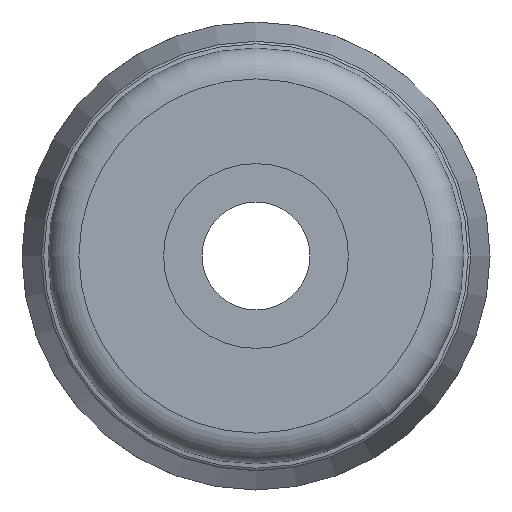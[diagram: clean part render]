
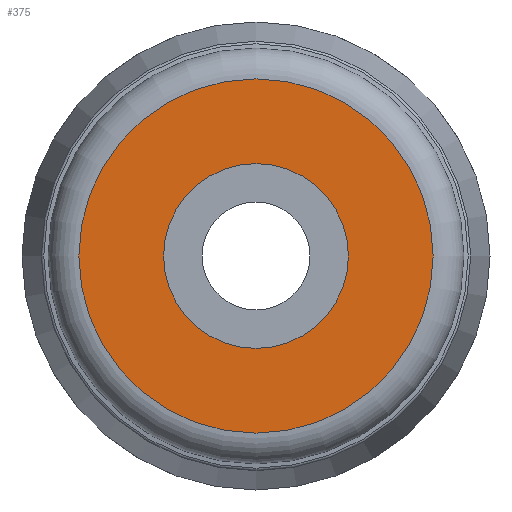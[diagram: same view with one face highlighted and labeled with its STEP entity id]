
A CAD part, front view. The second image highlights one B-rep face of the part: STEP entity #375.
In plain terms, the highlighted planar face has unit normal (0, -1, 0).
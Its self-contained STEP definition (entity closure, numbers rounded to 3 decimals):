
#23=FACE_BOUND('',#116,.T.);
#28=PLANE('',#458);
#88=FACE_OUTER_BOUND('',#115,.T.);
#115=EDGE_LOOP('',(#333));
#116=EDGE_LOOP('',(#334));
#150=CIRCLE('',#446,9.);
#155=CIRCLE('',#454,17.25);
#185=VERTEX_POINT('',#682);
#190=VERTEX_POINT('',#697);
#229=EDGE_CURVE('',#185,#185,#150,.T.);
#237=EDGE_CURVE('',#190,#190,#155,.T.);
#333=ORIENTED_EDGE('',*,*,#237,.F.);
#334=ORIENTED_EDGE('',*,*,#229,.T.);
#375=ADVANCED_FACE('',(#88,#23),#28,.T.);
#446=AXIS2_PLACEMENT_3D('',#683,#561,#562);
#454=AXIS2_PLACEMENT_3D('',#699,#580,#581);
#458=AXIS2_PLACEMENT_3D('',#705,#589,#590);
#561=DIRECTION('center_axis',(0.,1.,0.));
#562=DIRECTION('ref_axis',(1.,0.,0.));
#580=DIRECTION('center_axis',(0.,1.,0.));
#581=DIRECTION('ref_axis',(1.,0.,0.));
#589=DIRECTION('center_axis',(0.,-1.,0.));
#590=DIRECTION('ref_axis',(0.,0.,-1.));
#682=CARTESIAN_POINT('',(-9.,0.,0.));
#683=CARTESIAN_POINT('Origin',(0.,0.,0.));
#697=CARTESIAN_POINT('',(0.,0.,-17.25));
#699=CARTESIAN_POINT('Origin',(0.,0.,0.));
#705=CARTESIAN_POINT('Origin',(-20.25,0.,0.));
